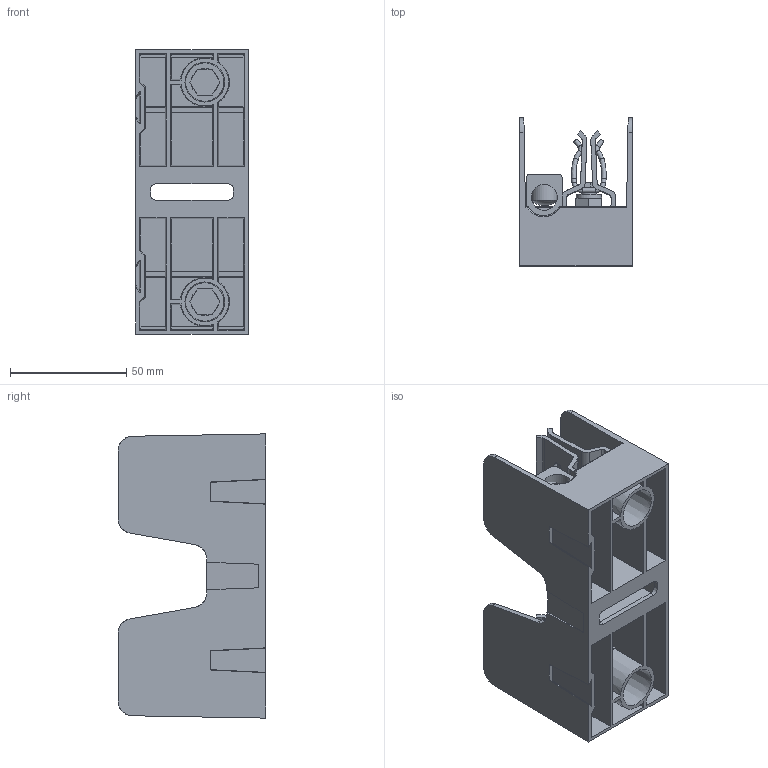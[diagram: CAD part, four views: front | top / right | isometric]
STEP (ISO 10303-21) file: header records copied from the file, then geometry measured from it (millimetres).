
FILE_DESCRIPTION (( 'STEP AP214' ), '1' );
FILE_NAME ('701184revA.STEP', '2019-06-10T18:52:32', ( '' ), ( '' ), 'SwSTEP 2.0', 'SolidWorks 2017', '' );
FILE_SCHEMA (( 'AUTOMOTIVE_DESIGN' ));
Length unit declared in the file: inch
Products named in the file (2): 701184revA
Bounding box: 48.51 x 63.5 x 122.04 mm (x, y, z)
Volume: 82061.3 mm3; surface area: 77702 mm2
Topology: 13 solids, 13 shells, 494 faces, 1351 edges, 893 vertices
Faces by surface type: plane 322, cylinder 134, cone 16, torus 14, bspline 8
Full cylindrical faces by diameter (mm): 1.981 x8, 3.454 x4, 4.75 x4, 5.105 x2, 6.35 x2, 6.706 x2, 6.756 x2, 9.921 x2, 10.947 x2, 11.1 x2, 11.125 x2
Entity records: 22543 total; most frequent: CARTESIAN_POINT 3736, ORIENTED_EDGE 2572, DIRECTION 2360, EDGE_CURVE 1286, LINE 932, VECTOR 932, VERTEX_POINT 886, AXIS2_PLACEMENT_3D 714
